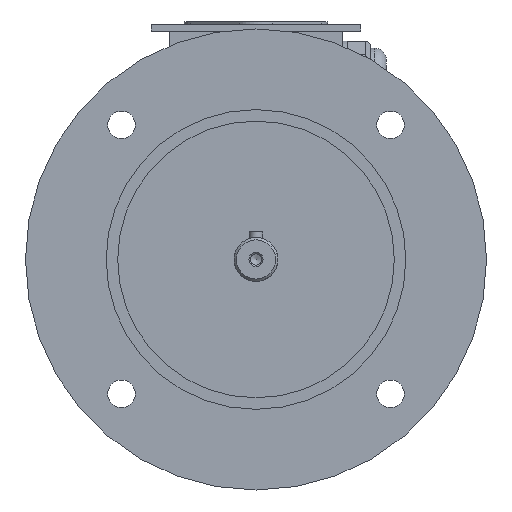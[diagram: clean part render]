
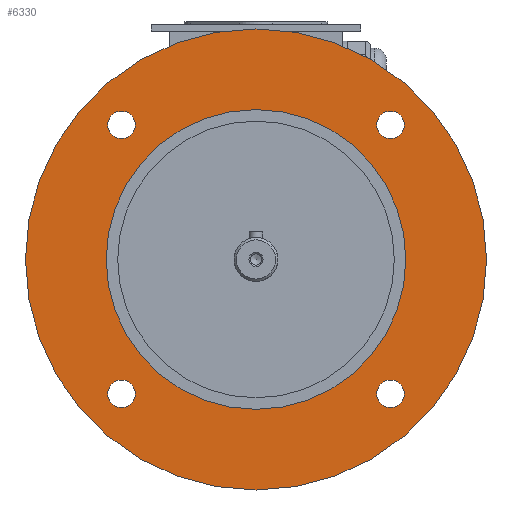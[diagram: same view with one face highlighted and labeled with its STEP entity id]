
A CAD part, front view. The second image highlights one B-rep face of the part: STEP entity #6330.
In plain terms, the highlighted planar face has unit normal (0, -1, 0).
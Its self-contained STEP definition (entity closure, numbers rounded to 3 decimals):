
#186=CIRCLE('',#6599,6.);
#188=CIRCLE('',#6602,6.);
#190=CIRCLE('',#6605,6.);
#194=CIRCLE('',#6611,65.);
#196=CIRCLE('',#6616,100.);
#198=CIRCLE('',#6619,6.);
#414=ORIENTED_EDGE('',*,*,#1761,.F.);
#415=ORIENTED_EDGE('',*,*,#1763,.F.);
#416=ORIENTED_EDGE('',*,*,#1765,.F.);
#417=ORIENTED_EDGE('',*,*,#1773,.F.);
#418=ORIENTED_EDGE('',*,*,#1769,.T.);
#419=ORIENTED_EDGE('',*,*,#1771,.F.);
#1761=EDGE_CURVE('',#2442,#2442,#186,.T.);
#1763=EDGE_CURVE('',#2444,#2444,#188,.T.);
#1765=EDGE_CURVE('',#2446,#2446,#190,.T.);
#1769=EDGE_CURVE('',#2450,#2450,#194,.T.);
#1771=EDGE_CURVE('',#2452,#2452,#196,.T.);
#1773=EDGE_CURVE('',#2454,#2454,#198,.T.);
#2442=VERTEX_POINT('',#8498);
#2444=VERTEX_POINT('',#8503);
#2446=VERTEX_POINT('',#8508);
#2450=VERTEX_POINT('',#8518);
#2452=VERTEX_POINT('',#8525);
#2454=VERTEX_POINT('',#8530);
#3723=EDGE_LOOP('',(#414));
#3724=EDGE_LOOP('',(#415));
#3725=EDGE_LOOP('',(#416));
#3726=EDGE_LOOP('',(#417));
#3727=EDGE_LOOP('',(#418));
#3728=EDGE_LOOP('',(#419));
#4026=FACE_BOUND('',#3723,.T.);
#4027=FACE_BOUND('',#3724,.T.);
#4028=FACE_BOUND('',#3725,.T.);
#4029=FACE_BOUND('',#3726,.T.);
#4030=FACE_BOUND('',#3727,.T.);
#4031=FACE_BOUND('',#3728,.T.);
#4315=PLANE('',#6618);
#6330=ADVANCED_FACE('',(#4026,#4027,#4028,#4029,#4030,#4031),#4315,.F.);
#6599=AXIS2_PLACEMENT_3D('',#8497,#7110,#7111);
#6602=AXIS2_PLACEMENT_3D('',#8502,#7116,#7117);
#6605=AXIS2_PLACEMENT_3D('',#8507,#7122,#7123);
#6611=AXIS2_PLACEMENT_3D('',#8517,#7134,#7135);
#6616=AXIS2_PLACEMENT_3D('',#8524,#7144,#7145);
#6618=AXIS2_PLACEMENT_3D('',#8528,#7148,#7149);
#6619=AXIS2_PLACEMENT_3D('',#8529,#7150,#7151);
#7110=DIRECTION('',(0.,-1.,0.));
#7111=DIRECTION('',(0.,0.,1.));
#7116=DIRECTION('',(0.,-1.,0.));
#7117=DIRECTION('',(-1.,0.,0.));
#7122=DIRECTION('',(0.,-1.,0.));
#7123=DIRECTION('',(0.,0.,-1.));
#7134=DIRECTION('',(0.,1.,0.));
#7135=DIRECTION('',(0.,0.,1.));
#7144=DIRECTION('',(0.,1.,0.));
#7145=DIRECTION('',(1.,0.,0.));
#7148=DIRECTION('',(0.,1.,0.));
#7149=DIRECTION('',(0.,0.,1.));
#7150=DIRECTION('',(0.,-1.,0.));
#7151=DIRECTION('',(1.,0.,0.));
#8497=CARTESIAN_POINT('',(-58.336,-21.,-58.336));
#8498=CARTESIAN_POINT('',(-58.336,-21.,-52.336));
#8502=CARTESIAN_POINT('',(58.336,-21.,-58.336));
#8503=CARTESIAN_POINT('',(52.336,-21.,-58.336));
#8507=CARTESIAN_POINT('',(58.336,-21.,58.336));
#8508=CARTESIAN_POINT('',(58.336,-21.,52.336));
#8517=CARTESIAN_POINT('',(0.,-21.,0.));
#8518=CARTESIAN_POINT('',(0.,-21.,65.));
#8524=CARTESIAN_POINT('',(0.,-21.,0.));
#8525=CARTESIAN_POINT('',(100.,-21.,0.));
#8528=CARTESIAN_POINT('',(0.,-21.,0.));
#8529=CARTESIAN_POINT('',(-58.336,-21.,58.336));
#8530=CARTESIAN_POINT('',(-52.336,-21.,58.336));
